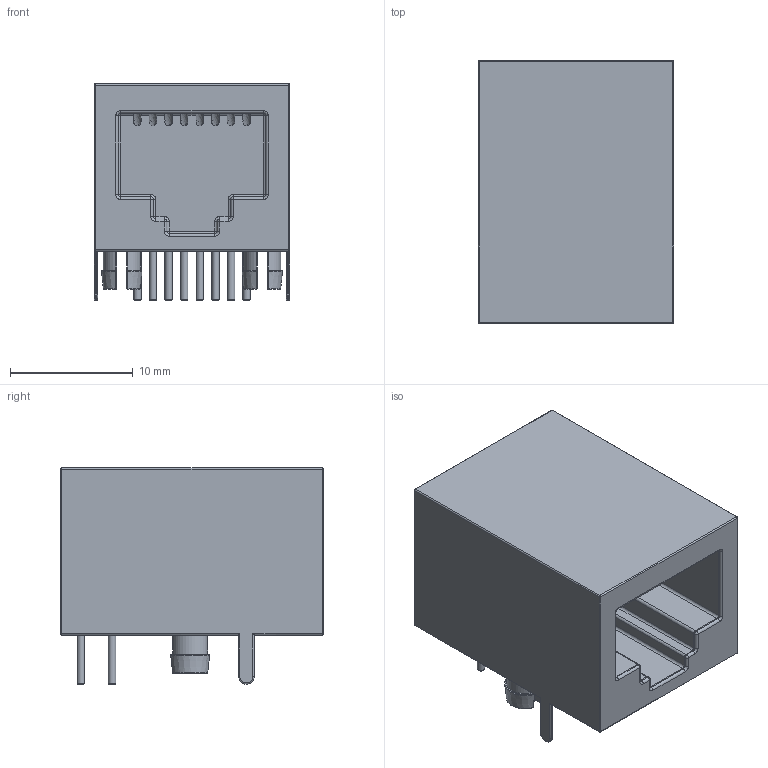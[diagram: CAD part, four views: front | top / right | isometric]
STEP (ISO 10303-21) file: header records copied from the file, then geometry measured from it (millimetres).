
FILE_DESCRIPTION(/* description */ (''),/* implementation_level */ '2;1');
FILE_NAME(/* name */ 'RJ45 x 1.step',/* time_stamp */ '2019-08-22T10:40:48+10:00',/* author */ (''),/* organization */ (''),/* preprocessor_version */ 'ST-DEVELOPER v18',/* originating_system */ 'Autodesk Translation Framework v8.6.0.1094',/* authorisation */ '');
FILE_SCHEMA (('AUTOMOTIVE_DESIGN { 1 0 10303 214 3 1 1 }'));
Length unit declared in the file: millimetre
Products named in the file (2): RJ45 x 1; Shell
Assembly tree (1 placements, depth 2):
  RJ45 x 1
    Shell
Bounding box: 15.9 x 21.4 x 17.6 mm (x, y, z)
Volume: 3550.7 mm3; surface area: 5027.3 mm2
Topology: 18 solids, 18 shells, 319 faces, 642 edges, 364 vertices
Faces by surface type: cylinder 108, plane 91, torus 40, sphere 36, bspline 32, cone 12
Full cylindrical faces by diameter (mm): 0.6 x8
Entity records: 9951 total; most frequent: CARTESIAN_POINT 3201, DIRECTION 1508, ORIENTED_EDGE 1284, EDGE_CURVE 642, AXIS2_PLACEMENT_3D 623, VERTEX_POINT 364, CIRCLE 328, EDGE_LOOP 326
